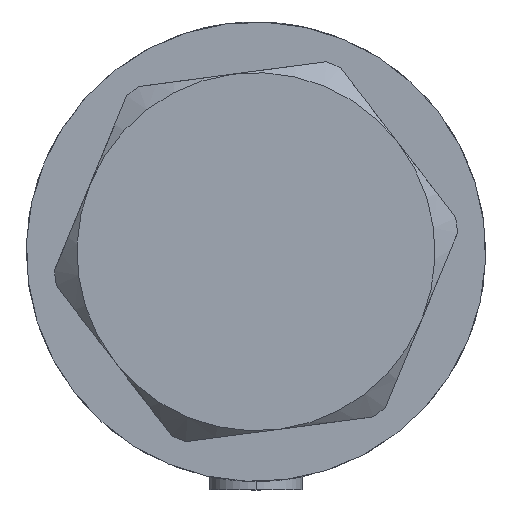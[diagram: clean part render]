
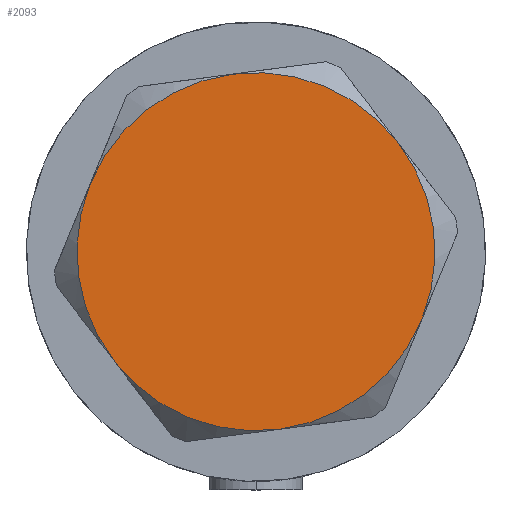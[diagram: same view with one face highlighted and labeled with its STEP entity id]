
A CAD part, left-side view. The second image highlights one B-rep face of the part: STEP entity #2093.
In plain terms, the highlighted face is planar.
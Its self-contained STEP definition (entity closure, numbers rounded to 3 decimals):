
#107 = AXIS2_PLACEMENT_3D ( 'NONE', #1565, #856, #2319 ) ;
#213 = DIRECTION ( 'NONE',  ( 0., 0., 1. ) ) ;
#222 = EDGE_CURVE ( 'NONE', #1109, #4126, #3951, .T. ) ;
#314 = CARTESIAN_POINT ( 'NONE',  ( 0., 0., 13. ) ) ;
#385 = DIRECTION ( 'NONE',  ( 0., 0., 1. ) ) ;
#523 = CARTESIAN_POINT ( 'NONE',  ( 0., 0., 13. ) ) ;
#583 = ORIENTED_EDGE ( 'NONE', *, *, #1575, .T. ) ;
#644 = ORIENTED_EDGE ( 'NONE', *, *, #222, .T. ) ;
#693 = DIRECTION ( 'NONE',  ( 1., 0., 0. ) ) ;
#856 = DIRECTION ( 'NONE',  ( 0., 0., 1. ) ) ;
#875 = CARTESIAN_POINT ( 'NONE',  ( 23., 0., 13. ) ) ;
#909 = FACE_OUTER_BOUND ( 'NONE', #1327, .T. ) ;
#966 = DIRECTION ( 'NONE',  ( 1., 0., 0. ) ) ;
#1006 = DIRECTION ( 'NONE',  ( 0., 0., 1. ) ) ;
#1009 = CARTESIAN_POINT ( 'NONE',  ( 0., 0., 13. ) ) ;
#1109 = VERTEX_POINT ( 'NONE', #1601 ) ;
#1141 = CARTESIAN_POINT ( 'NONE',  ( -11.5, 19.919, 13. ) ) ;
#1210 = ORIENTED_EDGE ( 'NONE', *, *, #1252, .T. ) ;
#1225 = VERTEX_POINT ( 'NONE', #2168 ) ;
#1252 = EDGE_CURVE ( 'NONE', #2416, #1225, #2109, .T. ) ;
#1327 = EDGE_LOOP ( 'NONE', ( #644, #3620, #2091, #583, #1210, #2352 ) ) ;
#1445 = DIRECTION ( 'NONE',  ( 1., 0., 0. ) ) ;
#1458 = DIRECTION ( 'NONE',  ( 1., 0., 0. ) ) ;
#1565 = CARTESIAN_POINT ( 'NONE',  ( 0., 0., 13. ) ) ;
#1575 = EDGE_CURVE ( 'NONE', #3949, #2416, #3653, .T. ) ;
#1601 = CARTESIAN_POINT ( 'NONE',  ( 11.5, -19.919, 13. ) ) ;
#1669 = DIRECTION ( 'NONE',  ( 0., 0., 1. ) ) ;
#1865 = VERTEX_POINT ( 'NONE', #3404 ) ;
#2091 = ORIENTED_EDGE ( 'NONE', *, *, #2528, .T. ) ;
#2093 = ADVANCED_FACE ( 'NONE', ( #909 ), #3834, .T. ) ;
#2109 = CIRCLE ( 'NONE', #2502, 23. ) ;
#2168 = CARTESIAN_POINT ( 'NONE',  ( -11.5, -19.919, 13. ) ) ;
#2319 = DIRECTION ( 'NONE',  ( 1., 0., 0. ) ) ;
#2352 = ORIENTED_EDGE ( 'NONE', *, *, #2694, .T. ) ;
#2416 = VERTEX_POINT ( 'NONE', #4523 ) ;
#2429 = AXIS2_PLACEMENT_3D ( 'NONE', #523, #1669, #2754 ) ;
#2436 = CARTESIAN_POINT ( 'NONE',  ( 0., 0., 13. ) ) ;
#2472 = DIRECTION ( 'NONE',  ( 0., 0., 1. ) ) ;
#2502 = AXIS2_PLACEMENT_3D ( 'NONE', #2821, #1006, #693 ) ;
#2528 = EDGE_CURVE ( 'NONE', #1865, #3949, #4611, .T. ) ;
#2660 = AXIS2_PLACEMENT_3D ( 'NONE', #2436, #4666, #3903 ) ;
#2694 = EDGE_CURVE ( 'NONE', #1225, #1109, #2970, .T. ) ;
#2754 = DIRECTION ( 'NONE',  ( 1., 0., 0. ) ) ;
#2821 = CARTESIAN_POINT ( 'NONE',  ( 0., 0., 13. ) ) ;
#2970 = CIRCLE ( 'NONE', #3814, 23. ) ;
#3261 = CARTESIAN_POINT ( 'NONE',  ( 0., 0., 13. ) ) ;
#3270 = AXIS2_PLACEMENT_3D ( 'NONE', #3261, #213, #966 ) ;
#3282 = AXIS2_PLACEMENT_3D ( 'NONE', #1009, #2472, #1458 ) ;
#3371 = CIRCLE ( 'NONE', #3282, 23. ) ;
#3404 = CARTESIAN_POINT ( 'NONE',  ( 11.5, 19.919, 13. ) ) ;
#3620 = ORIENTED_EDGE ( 'NONE', *, *, #4636, .T. ) ;
#3653 = CIRCLE ( 'NONE', #3270, 23. ) ;
#3814 = AXIS2_PLACEMENT_3D ( 'NONE', #314, #385, #1445 ) ;
#3834 = PLANE ( 'NONE',  #2429 ) ;
#3903 = DIRECTION ( 'NONE',  ( 1., 0., 0. ) ) ;
#3949 = VERTEX_POINT ( 'NONE', #1141 ) ;
#3951 = CIRCLE ( 'NONE', #107, 23. ) ;
#4126 = VERTEX_POINT ( 'NONE', #875 ) ;
#4523 = CARTESIAN_POINT ( 'NONE',  ( -23., 0., 13. ) ) ;
#4611 = CIRCLE ( 'NONE', #2660, 23. ) ;
#4636 = EDGE_CURVE ( 'NONE', #4126, #1865, #3371, .T. ) ;
#4666 = DIRECTION ( 'NONE',  ( 0., 0., 1. ) ) ;
